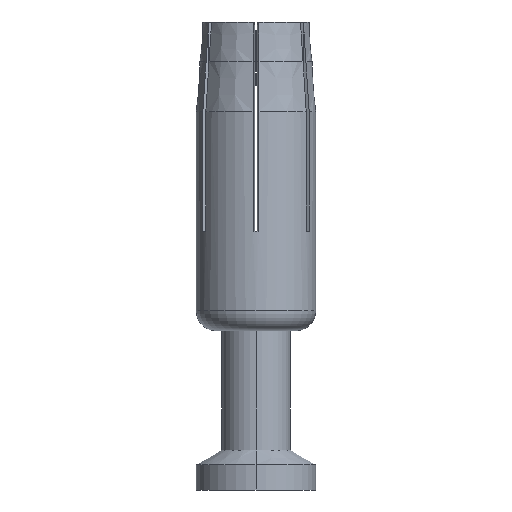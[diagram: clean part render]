
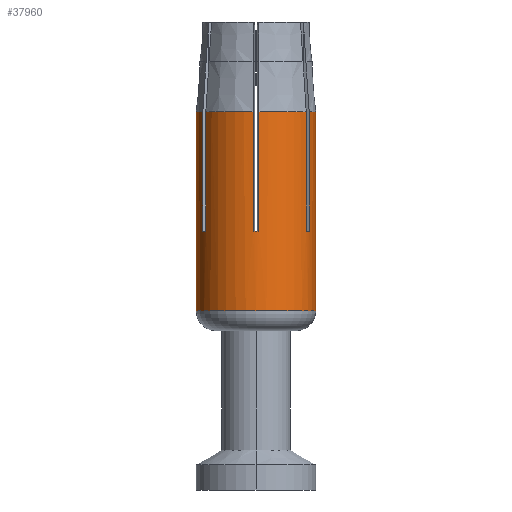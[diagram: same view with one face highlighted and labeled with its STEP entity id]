
A CAD part, front view. The second image highlights one B-rep face of the part: STEP entity #37960.
In plain terms, the highlighted cylindrical face has radius 3 mm (diameter 6 mm), a partial arc.
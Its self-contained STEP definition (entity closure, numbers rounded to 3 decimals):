
#1480=CARTESIAN_POINT('',(51.312,46.825,12.6));
#1490=DIRECTION('',(0.,0.,1.));
#1500=DIRECTION('',(-1.,0.,0.));
#1510=AXIS2_PLACEMENT_3D('',#1480,#1490,#1500);
#1520=CIRCLE('',#1510,3.);
#1530=CARTESIAN_POINT('',(54.312,46.825,12.6));
#1540=VERTEX_POINT('',#1530);
#1570=CARTESIAN_POINT('',(54.312,46.825,17.497));
#1580=DIRECTION('',(0.,0.,1.));
#1590=VECTOR('',#1580,1.);
#1600=LINE('',#1570,#1590);
#1610=CARTESIAN_POINT('',(54.312,46.825,22.6));
#1620=VERTEX_POINT('',#1610);
#1630=EDGE_CURVE('',#1540,#1620,#1600,.T.);
#1650=CARTESIAN_POINT('',(51.312,46.825,22.6));
#1660=DIRECTION('',(0.,0.,1.));
#1670=DIRECTION('',(1.,0.,0.));
#1680=AXIS2_PLACEMENT_3D('',#1650,#1660,#1670);
#1690=CIRCLE('',#1680,3.);
#1700=CARTESIAN_POINT('',(48.312,46.825,22.6));
#1710=VERTEX_POINT('',#1700);
#1740=CARTESIAN_POINT('',(48.312,46.825,17.497));
#1750=DIRECTION('',(0.,0.,1.));
#1760=VECTOR('',#1750,1.);
#1770=LINE('',#1740,#1760);
#1780=CARTESIAN_POINT('',(48.312,46.825,12.6));
#1790=VERTEX_POINT('',#1780);
#1800=EDGE_CURVE('',#1790,#1710,#1770,.T.);
#1820=CARTESIAN_POINT('',(51.312,46.825,12.6));
#1830=DIRECTION('',(0.,0.,1.));
#1840=DIRECTION('',(-1.,0.,0.));
#1850=AXIS2_PLACEMENT_3D('',#1820,#1830,#1840);
#1860=CIRCLE('',#1850,3.);
#1990=CARTESIAN_POINT('',(51.312,46.825,18.6));
#2000=DIRECTION('',(0.,0.,1.));
#2010=DIRECTION('',(0.,1.,0.));
#2020=AXIS2_PLACEMENT_3D('',#1990,#2000,#2010);
#2030=CIRCLE('',#2020,3.);
#6630=CARTESIAN_POINT('',(53.832,45.197,12.6));
#6640=VERTEX_POINT('',#6630);
#6670=CARTESIAN_POINT('',(53.832,45.197,
17.597));
#6680=DIRECTION('',(0.,0.,1.));
#6690=VECTOR('',#6680,1.);
#6700=LINE('',#6670,#6690);
#6710=CARTESIAN_POINT('',(53.832,45.197,18.6));
#6720=VERTEX_POINT('',#6710);
#6730=EDGE_CURVE('',#6640,#6720,#6700,.T.);
#7320=CARTESIAN_POINT('',(51.162,43.829,12.6));
#7330=VERTEX_POINT('',#7320);
#7360=CARTESIAN_POINT('',(51.162,43.829,
17.597));
#7370=DIRECTION('',(0.,0.,1.));
#7380=VECTOR('',#7370,1.);
#7390=LINE('',#7360,#7380);
#7400=CARTESIAN_POINT('',(51.162,43.829,18.6));
#7410=VERTEX_POINT('',#7400);
#7420=EDGE_CURVE('',#7330,#7410,#7390,.T.);
#8040=CARTESIAN_POINT('',(48.642,45.457,12.6));
#8050=VERTEX_POINT('',#8040);
#8080=CARTESIAN_POINT('',(48.642,45.457,
17.597));
#8090=DIRECTION('',(0.,0.,1.));
#8100=VECTOR('',#8090,1.);
#8110=LINE('',#8080,#8100);
#8120=CARTESIAN_POINT('',(48.642,45.457,18.6));
#8130=VERTEX_POINT('',#8120);
#8140=EDGE_CURVE('',#8050,#8130,#8110,.T.);
#12950=CARTESIAN_POINT('',(48.792,45.197,
12.6));
#12960=VERTEX_POINT('',#12950);
#12990=CARTESIAN_POINT('',(51.312,46.825,12.6));
#13000=DIRECTION('',(0.,0.,1.));
#13010=DIRECTION('',(-1.,0.,0.));
#13020=AXIS2_PLACEMENT_3D('',#12990,#13000,#13010);
#13030=CIRCLE('',#13020,3.);
#13040=EDGE_CURVE('',#12960,#7330,#13030,.T.);
#17500=CARTESIAN_POINT('',(48.792,45.197,18.6));
#17510=VERTEX_POINT('',#17500);
#17540=CARTESIAN_POINT('',(48.792,45.197,
17.597));
#17550=DIRECTION('',(0.,0.,1.));
#17560=VECTOR('',#17550,1.);
#17570=LINE('',#17540,#17560);
#17580=EDGE_CURVE('',#12960,#17510,#17570,.T.);
#22840=CARTESIAN_POINT('',(51.462,43.829,18.6));
#22850=VERTEX_POINT('',#22840);
#22880=CARTESIAN_POINT('',(51.462,43.829,
17.597));
#22890=DIRECTION('',(0.,0.,1.));
#22900=VECTOR('',#22890,1.);
#22910=LINE('',#22880,#22900);
#22920=CARTESIAN_POINT('',(51.462,43.829,12.6));
#22930=VERTEX_POINT('',#22920);
#22940=EDGE_CURVE('',#22930,#22850,#22910,.T.);
#26890=CARTESIAN_POINT('',(53.982,45.457,18.6));
#26900=VERTEX_POINT('',#26890);
#26930=CARTESIAN_POINT('',(53.982,45.457,
17.597));
#26940=DIRECTION('',(0.,0.,1.));
#26950=VECTOR('',#26940,1.);
#26960=LINE('',#26930,#26950);
#26970=CARTESIAN_POINT('',(53.982,45.457,12.6));
#26980=VERTEX_POINT('',#26970);
#26990=EDGE_CURVE('',#26980,#26900,#26960,.T.);
#29160=EDGE_CURVE('',#26980,#1540,#1520,.T.);
#30710=EDGE_CURVE('',#8130,#17510,#2030,.T.);
#30860=EDGE_CURVE('',#7410,#22850,#2030,.T.);
#31010=EDGE_CURVE('',#6720,#26900,#2030,.T.);
#35480=EDGE_CURVE('',#1790,#8050,#1860,.T.);
#36360=CARTESIAN_POINT('',(51.312,46.825,12.6));
#36370=DIRECTION('',(0.,0.,1.));
#36380=DIRECTION('',(-1.,0.,0.));
#36390=AXIS2_PLACEMENT_3D('',#36360,#36370,#36380);
#36400=CIRCLE('',#36390,3.);
#36410=EDGE_CURVE('',#22930,#6640,#36400,.T.);
#37720=CARTESIAN_POINT('',(51.312,46.825,17.497));
#37730=DIRECTION('',(0.,0.,1.));
#37740=DIRECTION('',(1.,0.,0.));
#37750=AXIS2_PLACEMENT_3D('',#37720,#37730,#37740);
#37760=CYLINDRICAL_SURFACE('',#37750,3.);
#37770=ORIENTED_EDGE('',*,*,#29160,.T.);
#37780=ORIENTED_EDGE('',*,*,#26990,.F.);
#37790=ORIENTED_EDGE('',*,*,#31010,.T.);
#37800=ORIENTED_EDGE('',*,*,#6730,.T.);
#37810=ORIENTED_EDGE('',*,*,#36410,.T.);
#37820=ORIENTED_EDGE('',*,*,#22940,.F.);
#37830=ORIENTED_EDGE('',*,*,#30860,.T.);
#37840=ORIENTED_EDGE('',*,*,#7420,.T.);
#37850=ORIENTED_EDGE('',*,*,#13040,.T.);
#37860=ORIENTED_EDGE('',*,*,#17580,.F.);
#37870=ORIENTED_EDGE('',*,*,#30710,.T.);
#37880=ORIENTED_EDGE('',*,*,#8140,.T.);
#37890=ORIENTED_EDGE('',*,*,#35480,.T.);
#37900=ORIENTED_EDGE('',*,*,#1800,.F.);
#37910=EDGE_CURVE('',#1710,#1620,#1690,.T.);
#37920=ORIENTED_EDGE('',*,*,#37910,.F.);
#37930=ORIENTED_EDGE('',*,*,#1630,.T.);
#37940=EDGE_LOOP('',(#37930,#37920,#37900,#37890,#37880,#37870,#37860,
#37850,#37840,#37830,#37820,#37810,#37800,#37790,#37780,#37770));
#37950=FACE_OUTER_BOUND('',#37940,.T.);
#37960=ADVANCED_FACE('',(#37950),#37760,.T.);
